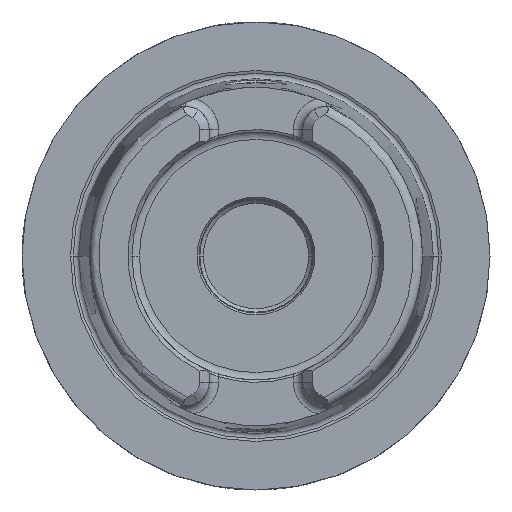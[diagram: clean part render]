
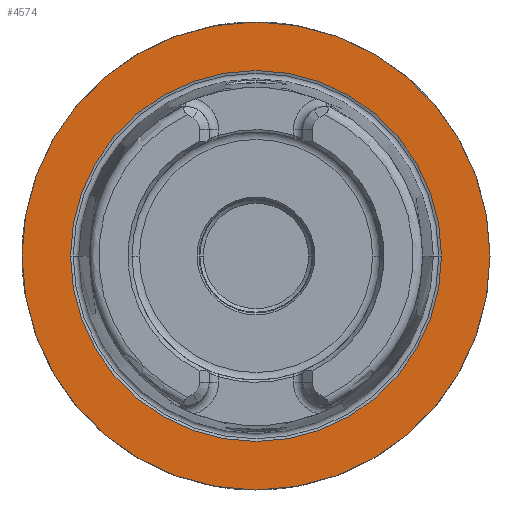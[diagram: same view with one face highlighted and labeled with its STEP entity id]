
A CAD part, left-side view. The second image highlights one B-rep face of the part: STEP entity #4574.
In plain terms, the highlighted planar face has unit normal (-1, 0, 0).
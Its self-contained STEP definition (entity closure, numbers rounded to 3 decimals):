
#905=CARTESIAN_POINT('',(0.,0.,0.));
#906=DIRECTION('',(1.,0.,0.));
#907=DIRECTION('',(0.,1.,0.));
#908=AXIS2_PLACEMENT_3D('',#905,#906,#907);
#910=CARTESIAN_POINT('',(0.,0.,0.));
#911=DIRECTION('',(-1.,0.,0.));
#912=DIRECTION('',(0.,1.,0.));
#913=AXIS2_PLACEMENT_3D('',#910,#911,#912);
#915=CARTESIAN_POINT('',(0.,0.,0.));
#916=DIRECTION('',(-1.,0.,0.));
#917=DIRECTION('',(0.,-1.,0.));
#918=AXIS2_PLACEMENT_3D('',#915,#916,#917);
#920=CARTESIAN_POINT('',(0.,0.,0.));
#921=DIRECTION('',(-1.,0.,0.));
#922=DIRECTION('',(0.,1.,0.));
#923=AXIS2_PLACEMENT_3D('',#920,#921,#922);
#3039=CARTESIAN_POINT('',(0.,50.,0.));
#3040=CARTESIAN_POINT('',(0.,-50.,0.));
#3041=VERTEX_POINT('',#3039);
#3042=VERTEX_POINT('',#3040);
#3067=CARTESIAN_POINT('',(0.,-39.632,0.));
#3068=VERTEX_POINT('',#3067);
#3069=CARTESIAN_POINT('',(0.,39.632,0.));
#3070=VERTEX_POINT('',#3069);
#4559=CARTESIAN_POINT('',(0.,0.,0.));
#4560=DIRECTION('',(1.,0.,0.));
#4561=DIRECTION('',(0.,-1.,0.));
#4562=AXIS2_PLACEMENT_3D('',#4559,#4560,#4561);
#4563=PLANE('',#4562);
#4565=ORIENTED_EDGE('',*,*,#4564,.T.);
#4567=ORIENTED_EDGE('',*,*,#4566,.F.);
#4568=EDGE_LOOP('',(#4565,#4567));
#4569=FACE_OUTER_BOUND('',#4568,.F.);
#4570=ORIENTED_EDGE('',*,*,#4554,.T.);
#4571=ORIENTED_EDGE('',*,*,#4538,.T.);
#4572=EDGE_LOOP('',(#4570,#4571));
#4573=FACE_BOUND('',#4572,.F.);
#4574=ADVANCED_FACE('',(#4569,#4573),#4563,.F.);
#909=CIRCLE('',#908,50.);
#914=CIRCLE('',#913,50.);
#919=CIRCLE('',#918,39.632);
#924=CIRCLE('',#923,39.632);
#4538=EDGE_CURVE('',#3070,#3068,#924,.T.);
#4554=EDGE_CURVE('',#3068,#3070,#919,.T.);
#4564=EDGE_CURVE('',#3041,#3042,#909,.T.);
#4566=EDGE_CURVE('',#3041,#3042,#914,.T.);
